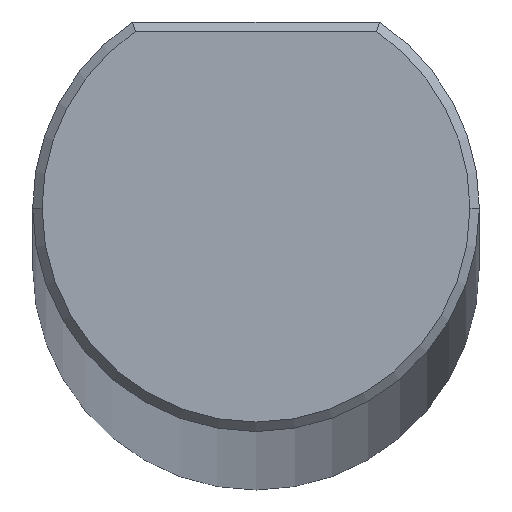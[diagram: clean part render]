
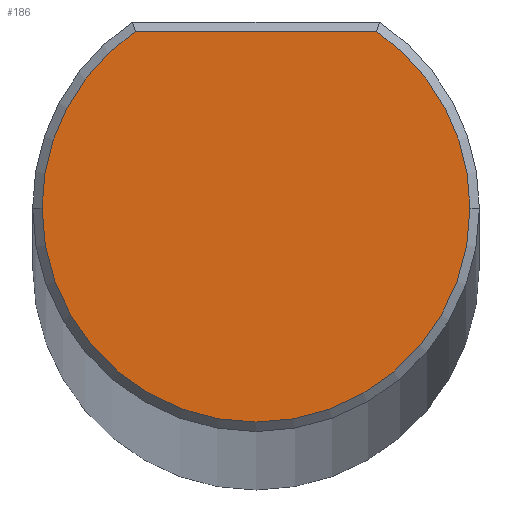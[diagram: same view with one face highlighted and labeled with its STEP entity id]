
A CAD part, top view. The second image highlights one B-rep face of the part: STEP entity #186.
In plain terms, the highlighted planar face has unit normal (0, 0, 1).
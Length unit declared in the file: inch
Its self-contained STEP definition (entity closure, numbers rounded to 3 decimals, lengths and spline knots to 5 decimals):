
#14 = EDGE_LOOP ( 'NONE', ( #165, #204, #344, #151 ) ) ;
#22 = AXIS2_PLACEMENT_3D ( 'NONE', #147, #381, #181 ) ;
#24 = CARTESIAN_POINT ( 'NONE',  ( 0., 0., 8.85827 ) ) ;
#53 = CIRCLE ( 'NONE', #22, 0.11311 ) ;
#55 = DIRECTION ( 'NONE',  ( 1., 0., 0. ) ) ;
#69 = CARTESIAN_POINT ( 'NONE',  ( 0., 0., 8.85827 ) ) ;
#98 = DIRECTION ( 'NONE',  ( -1., 0., 0. ) ) ;
#110 = CARTESIAN_POINT ( 'NONE',  ( 0., 0.09343, 8.85827 ) ) ;
#113 = AXIS2_PLACEMENT_3D ( 'NONE', #24, #241, #55 ) ;
#119 = CARTESIAN_POINT ( 'NONE',  ( 0.06376, 0.09343, 8.85827 ) ) ;
#123 = CARTESIAN_POINT ( 'NONE',  ( 0., 0., 8.85827 ) ) ;
#142 = EDGE_CURVE ( 'NONE', #300, #216, #53, .T. ) ;
#147 = CARTESIAN_POINT ( 'NONE',  ( 0., 0., 8.85827 ) ) ;
#150 = FACE_OUTER_BOUND ( 'NONE', #14, .T. ) ;
#151 = ORIENTED_EDGE ( 'NONE', *, *, #280, .F. ) ;
#159 = DIRECTION ( 'NONE',  ( -1., 0., 0. ) ) ;
#165 = ORIENTED_EDGE ( 'NONE', *, *, #270, .F. ) ;
#173 = PLANE ( 'NONE',  #113 ) ;
#178 = CARTESIAN_POINT ( 'NONE',  ( -0.06376, 0.09343, 8.85827 ) ) ;
#181 = DIRECTION ( 'NONE',  ( -1., 0., 0. ) ) ;
#186 = ADVANCED_FACE ( 'NONE', ( #150 ), #173, .T. ) ;
#190 = EDGE_CURVE ( 'NONE', #242, #216, #231, .T. ) ;
#197 = AXIS2_PLACEMENT_3D ( 'NONE', #69, #290, #98 ) ;
#204 = ORIENTED_EDGE ( 'NONE', *, *, #190, .T. ) ;
#216 = VERTEX_POINT ( 'NONE', #178 ) ;
#227 = VERTEX_POINT ( 'NONE', #278 ) ;
#231 = LINE ( 'NONE', #110, #412 ) ;
#241 = DIRECTION ( 'NONE',  ( 0., 0., 1. ) ) ;
#242 = VERTEX_POINT ( 'NONE', #119 ) ;
#250 = AXIS2_PLACEMENT_3D ( 'NONE', #123, #358, #159 ) ;
#270 = EDGE_CURVE ( 'NONE', #242, #227, #366, .T. ) ;
#278 = CARTESIAN_POINT ( 'NONE',  ( 0.11311, 0., 8.85827 ) ) ;
#280 = EDGE_CURVE ( 'NONE', #227, #300, #355, .T. ) ;
#290 = DIRECTION ( 'NONE',  ( 0., 0., -1. ) ) ;
#300 = VERTEX_POINT ( 'NONE', #396 ) ;
#343 = DIRECTION ( 'NONE',  ( -1., 0., 0. ) ) ;
#344 = ORIENTED_EDGE ( 'NONE', *, *, #142, .F. ) ;
#355 = CIRCLE ( 'NONE', #197, 0.11311 ) ;
#358 = DIRECTION ( 'NONE',  ( 0., 0., -1. ) ) ;
#366 = CIRCLE ( 'NONE', #250, 0.11311 ) ;
#381 = DIRECTION ( 'NONE',  ( 0., 0., -1. ) ) ;
#396 = CARTESIAN_POINT ( 'NONE',  ( -0.11311, 0., 8.85827 ) ) ;
#412 = VECTOR ( 'NONE', #343, 39.37008 ) ;
